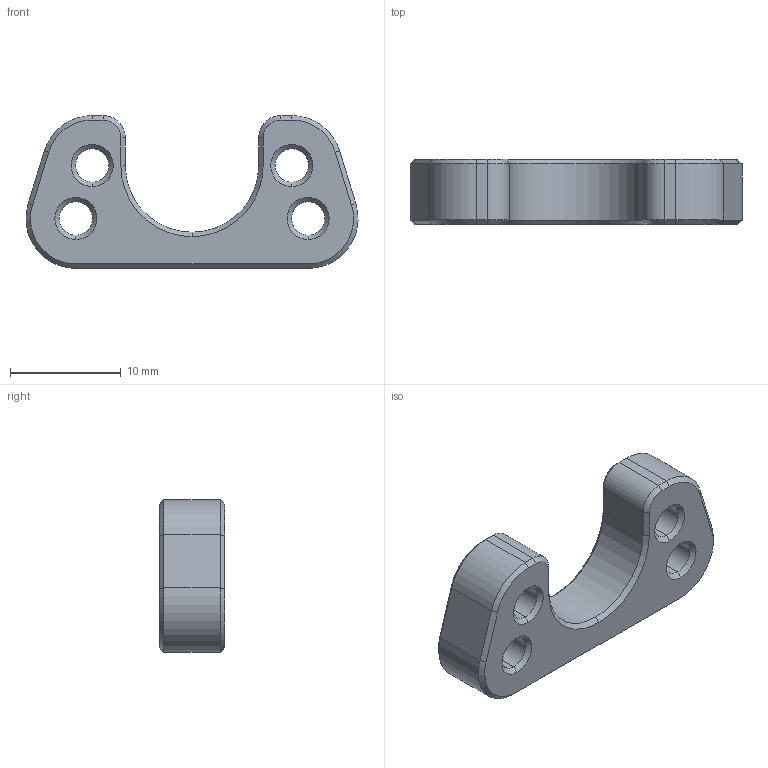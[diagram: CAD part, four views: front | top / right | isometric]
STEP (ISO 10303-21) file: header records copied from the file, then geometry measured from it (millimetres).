
FILE_DESCRIPTION (( 'STEP AP203' ), '1' );
FILE_NAME ('PR1213_Probe_Mount_RevA.STEP', '2023-10-16T18:17:54', ( '' ), ( '' ), 'SwSTEP 2.0', 'SolidWorks 2022', '' );
FILE_SCHEMA (( 'CONFIG_CONTROL_DESIGN' ));
Length unit declared in the file: millimetre
Products named in the file (1): PR1213_Probe_Mount_RevA
Bounding box: 29.93 x 5.86 x 13.78 mm (x, y, z)
Volume: 1362.4 mm3; surface area: 1169.4 mm2
Topology: 1 solids, 1 shells, 69 faces, 157 edges, 90 vertices
Faces by surface type: cone 31, plane 23, cylinder 15
Entity records: 1994 total; most frequent: DIRECTION 359, CARTESIAN_POINT 317, ORIENTED_EDGE 314, EDGE_CURVE 157, AXIS2_PLACEMENT_3D 132, LINE 95, VECTOR 95, VERTEX_POINT 90
